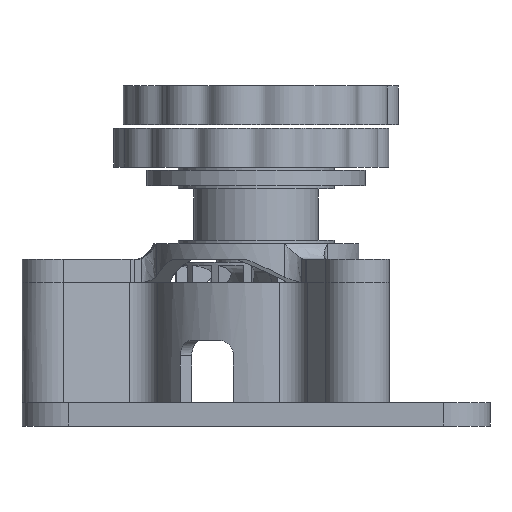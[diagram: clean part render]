
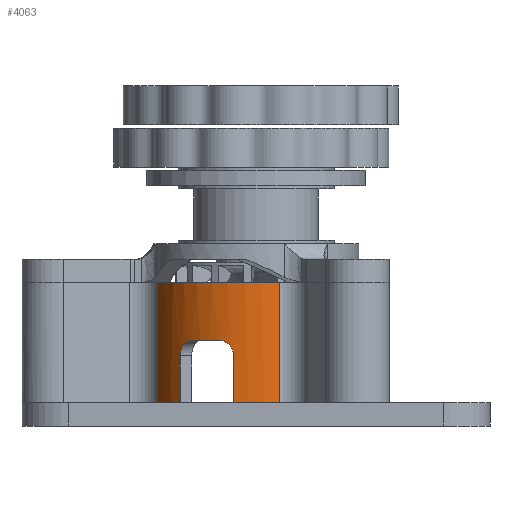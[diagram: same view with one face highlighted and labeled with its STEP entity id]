
A CAD part, left-side view. The second image highlights one B-rep face of the part: STEP entity #4063.
In plain terms, the highlighted cylindrical face has radius 6.6 mm (diameter 13.2 mm), a partial arc.
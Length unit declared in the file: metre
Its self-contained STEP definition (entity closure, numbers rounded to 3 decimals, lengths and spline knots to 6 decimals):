
#56=LINE('',#7980,#290);
#57=LINE('',#7985,#291);
#58=LINE('',#7989,#292);
#59=LINE('',#7993,#293);
#290=VECTOR('',#5122,1.);
#291=VECTOR('',#5125,1.);
#292=VECTOR('',#5128,1.);
#293=VECTOR('',#5131,1.);
#574=B_SPLINE_CURVE_WITH_KNOTS('',3,(#7995,#7996,#7997,#7998,#7999),
 .UNSPECIFIED.,.F.,.F.,(4,1,4),(0.,0.5,1.),.UNSPECIFIED.);
#575=B_SPLINE_CURVE_WITH_KNOTS('',3,(#8003,#8004,#8005,#8006,#8007),
 .UNSPECIFIED.,.F.,.F.,(4,1,4),(0.,0.5,1.),.UNSPECIFIED.);
#1184=ORIENTED_EDGE('',*,*,#2172,.F.);
#1185=ORIENTED_EDGE('',*,*,#2173,.T.);
#1186=ORIENTED_EDGE('',*,*,#2174,.T.);
#1187=ORIENTED_EDGE('',*,*,#2175,.F.);
#1188=ORIENTED_EDGE('',*,*,#2176,.T.);
#1189=ORIENTED_EDGE('',*,*,#2177,.T.);
#1190=ORIENTED_EDGE('',*,*,#2178,.T.);
#1191=ORIENTED_EDGE('',*,*,#2179,.T.);
#1192=ORIENTED_EDGE('',*,*,#2180,.F.);
#1193=ORIENTED_EDGE('',*,*,#2181,.F.);
#2172=EDGE_CURVE('',#2716,#2717,#56,.T.);
#2173=EDGE_CURVE('',#2716,#2718,#3053,.T.);
#2174=EDGE_CURVE('',#2718,#2719,#57,.F.);
#2175=EDGE_CURVE('',#2720,#2719,#3054,.T.);
#2176=EDGE_CURVE('',#2720,#2721,#58,.T.);
#2177=EDGE_CURVE('',#2721,#2722,#3055,.T.);
#2178=EDGE_CURVE('',#2722,#2723,#59,.T.);
#2179=EDGE_CURVE('',#2723,#2724,#574,.T.);
#2180=EDGE_CURVE('',#2725,#2724,#3056,.T.);
#2181=EDGE_CURVE('',#2717,#2725,#575,.T.);
#2716=VERTEX_POINT('',#7981);
#2717=VERTEX_POINT('',#7982);
#2718=VERTEX_POINT('',#7984);
#2719=VERTEX_POINT('',#7986);
#2720=VERTEX_POINT('',#7988);
#2721=VERTEX_POINT('',#7990);
#2722=VERTEX_POINT('',#7992);
#2723=VERTEX_POINT('',#7994);
#2724=VERTEX_POINT('',#8000);
#2725=VERTEX_POINT('',#8002);
#3053=CIRCLE('',#4451,0.0066);
#3054=CIRCLE('',#4452,0.0066);
#3055=CIRCLE('',#4453,0.0066);
#3056=CIRCLE('',#4454,0.0066);
#3359=EDGE_LOOP('',(#1184,#1185,#1186,#1187,#1188,#1189,#1190,#1191,#1192,
#1193));
#3705=FACE_BOUND('',#3359,.T.);
#3921=CYLINDRICAL_SURFACE('',#4450,0.0066);
#4063=ADVANCED_FACE('',(#3705),#3921,.T.);
#4450=AXIS2_PLACEMENT_3D('',#7979,#5120,#5121);
#4451=AXIS2_PLACEMENT_3D('',#7983,#5123,#5124);
#4452=AXIS2_PLACEMENT_3D('',#7987,#5126,#5127);
#4453=AXIS2_PLACEMENT_3D('',#7991,#5129,#5130);
#4454=AXIS2_PLACEMENT_3D('',#8001,#5132,#5133);
#5120=DIRECTION('',(0.,0.,-1.));
#5121=DIRECTION('',(-1.,0.,0.));
#5122=DIRECTION('',(0.,0.,1.));
#5123=DIRECTION('',(0.,0.,1.));
#5124=DIRECTION('',(1.,0.,0.));
#5125=DIRECTION('',(0.,0.,-1.));
#5126=DIRECTION('',(0.,0.,1.));
#5127=DIRECTION('',(1.,0.,0.));
#5128=DIRECTION('',(0.,0.,-1.));
#5129=DIRECTION('',(0.,0.,1.));
#5130=DIRECTION('',(1.,0.,0.));
#5131=DIRECTION('',(0.,0.,1.));
#5132=DIRECTION('',(0.,0.,-1.));
#5133=DIRECTION('',(-1.,0.,0.));
#7979=CARTESIAN_POINT('',(0.,0.,0.0015));
#7980=CARTESIAN_POINT('',(-0.00644,0.001444,0.0035));
#7981=CARTESIAN_POINT('',(-0.00644,0.001444,0.0015));
#7982=CARTESIAN_POINT('',(-0.00644,0.001444,0.0045));
#7983=CARTESIAN_POINT('',(0.,0.,0.0015));
#7984=CARTESIAN_POINT('',(-0.006429,-0.001491,0.0015));
#7985=CARTESIAN_POINT('',(-0.006429,-0.001491,0.0015));
#7986=CARTESIAN_POINT('',(-0.006429,-0.001491,0.0092));
#7987=CARTESIAN_POINT('',(0.,0.,0.0092));
#7988=CARTESIAN_POINT('',(-0.001923,0.006314,0.0092));
#7989=CARTESIAN_POINT('',(-0.001923,0.006314,0.0015));
#7990=CARTESIAN_POINT('',(-0.001923,0.006314,0.0015));
#7991=CARTESIAN_POINT('',(0.,0.,0.0015));
#7992=CARTESIAN_POINT('',(-0.004471,0.004855,0.0015));
#7993=CARTESIAN_POINT('',(-0.004471,0.004855,0.0035));
#7994=CARTESIAN_POINT('',(-0.004471,0.004855,0.0045));
#7995=CARTESIAN_POINT('',(-0.004471,0.004855,0.0045));
#7996=CARTESIAN_POINT('',(-0.004471,0.004855,0.004765));
#7997=CARTESIAN_POINT('',(-0.004635,0.004711,0.005282));
#7998=CARTESIAN_POINT('',(-0.004986,0.004332,0.0055));
#7999=CARTESIAN_POINT('',(-0.005152,0.004125,0.0055));
#8000=CARTESIAN_POINT('',(-0.005152,0.004125,0.0055));
#8001=CARTESIAN_POINT('',(0.,0.,0.0055));
#8002=CARTESIAN_POINT('',(-0.006148,0.002399,0.0055));
#8003=CARTESIAN_POINT('',(-0.00644,0.001444,0.0045));
#8004=CARTESIAN_POINT('',(-0.00644,0.001444,0.004765));
#8005=CARTESIAN_POINT('',(-0.006397,0.001659,0.005282));
#8006=CARTESIAN_POINT('',(-0.006245,0.002152,0.0055));
#8007=CARTESIAN_POINT('',(-0.006148,0.002399,0.0055));
